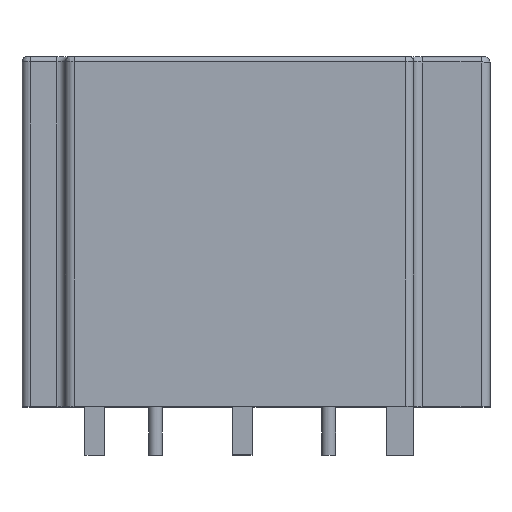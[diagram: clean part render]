
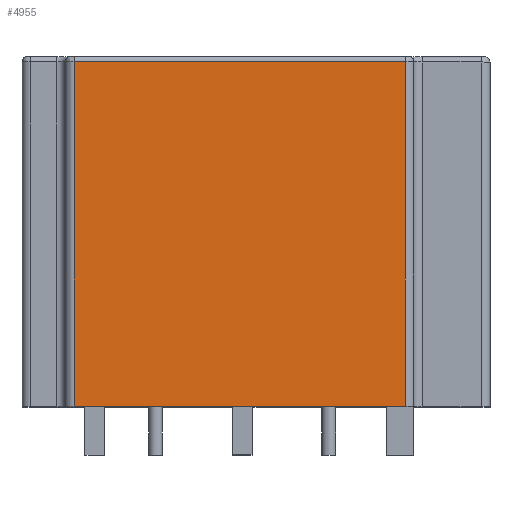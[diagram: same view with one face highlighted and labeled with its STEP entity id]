
A CAD part, top view. The second image highlights one B-rep face of the part: STEP entity #4955.
In plain terms, the highlighted planar face has unit normal (0, 0, 1).
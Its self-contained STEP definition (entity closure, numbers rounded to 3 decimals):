
#4926 = EDGE_CURVE('',#4927,#4929,#4931,.T.);
#4927 = VERTEX_POINT('',#4928);
#4928 = CARTESIAN_POINT('',(3.,19.9,32.));
#4929 = VERTEX_POINT('',#4930);
#4930 = CARTESIAN_POINT('',(3.,0.,32.));
#4931 = LINE('',#4932,#4933);
#4932 = CARTESIAN_POINT('',(3.,19.9,32.));
#4933 = VECTOR('',#4934,1.);
#4934 = DIRECTION('',(0.,-1.,0.));
#4955 = ADVANCED_FACE('',(#4956),#4981,.F.);
#4956 = FACE_BOUND('',#4957,.T.);
#4957 = EDGE_LOOP('',(#4958,#4968,#4974,#4975));
#4958 = ORIENTED_EDGE('',*,*,#4959,.F.);
#4959 = EDGE_CURVE('',#4960,#4962,#4964,.T.);
#4960 = VERTEX_POINT('',#4961);
#4961 = CARTESIAN_POINT('',(22.1,19.9,32.));
#4962 = VERTEX_POINT('',#4963);
#4963 = CARTESIAN_POINT('',(22.1,0.,32.));
#4964 = LINE('',#4965,#4966);
#4965 = CARTESIAN_POINT('',(22.1,19.9,32.));
#4966 = VECTOR('',#4967,1.);
#4967 = DIRECTION('',(0.,-1.,0.));
#4968 = ORIENTED_EDGE('',*,*,#4969,.F.);
#4969 = EDGE_CURVE('',#4927,#4960,#4970,.T.);
#4970 = LINE('',#4971,#4972);
#4971 = CARTESIAN_POINT('',(3.,19.9,32.));
#4972 = VECTOR('',#4973,1.);
#4973 = DIRECTION('',(1.,0.,0.));
#4974 = ORIENTED_EDGE('',*,*,#4926,.T.);
#4975 = ORIENTED_EDGE('',*,*,#4976,.T.);
#4976 = EDGE_CURVE('',#4929,#4962,#4977,.T.);
#4977 = LINE('',#4978,#4979);
#4978 = CARTESIAN_POINT('',(3.,0.,32.));
#4979 = VECTOR('',#4980,1.);
#4980 = DIRECTION('',(1.,0.,0.));
#4981 = PLANE('',#4982);
#4982 = AXIS2_PLACEMENT_3D('',#4983,#4984,#4985);
#4983 = CARTESIAN_POINT('',(22.1,20.2,32.));
#4984 = DIRECTION('',(0.,0.,-1.));
#4985 = DIRECTION('',(-1.,0.,0.));
